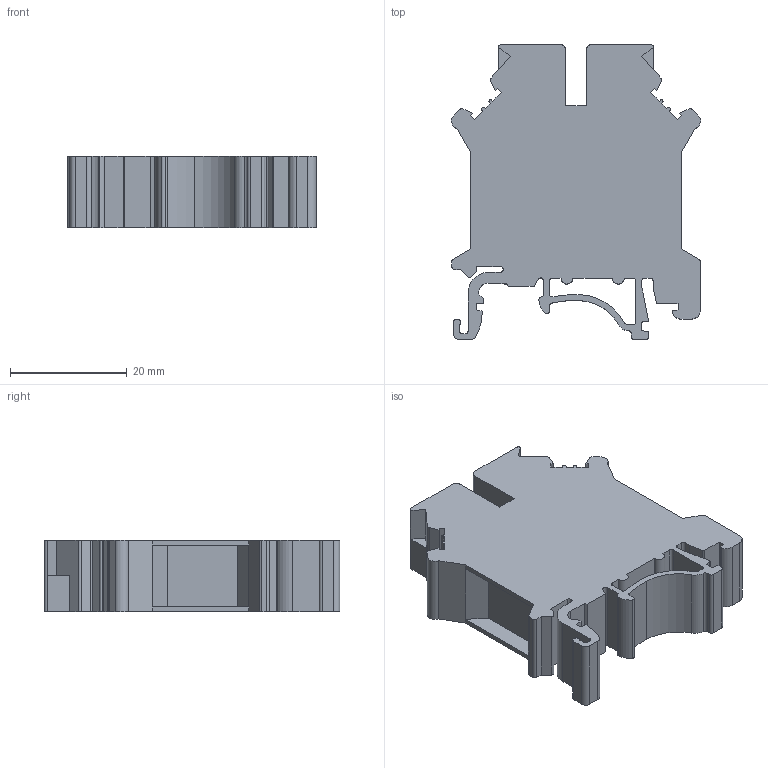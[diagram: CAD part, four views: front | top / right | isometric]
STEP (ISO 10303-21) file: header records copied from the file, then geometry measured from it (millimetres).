
FILE_DESCRIPTION((''),'2;1');
FILE_NAME('UKHV-16','2021-08-28T',('Administrator'),(''),'PRO/ENGINEER BY PARAMETRIC TECHNOLOGY CORPORATION, 2013230','PRO/ENGINEER BY PARAMETRIC TECHNOLOGY CORPORATION, 2013230','');
FILE_SCHEMA(('CONFIG_CONTROL_DESIGN'));
Length unit declared in the file: millimetre
Products named in the file (1): UKHV-16
Bounding box: 42.62 x 50.5 x 12.2 mm (x, y, z)
Volume: 17057.7 mm3; surface area: 7141.5 mm2
Topology: 1 solids, 1 shells, 163 faces, 473 edges, 312 vertices
Faces by surface type: plane 109, cylinder 52, extrusion 2
Entity records: 5411 total; most frequent: CARTESIAN_POINT 968, ORIENTED_EDGE 946, DIRECTION 901, EDGE_CURVE 473, VECTOR 367, LINE 365, VERTEX_POINT 312, AXIS2_PLACEMENT_3D 267
